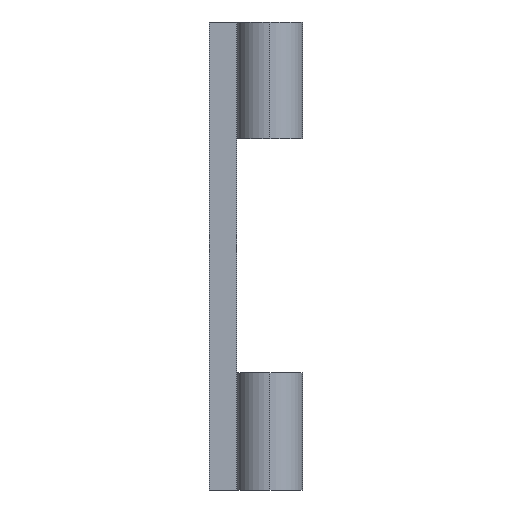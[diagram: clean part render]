
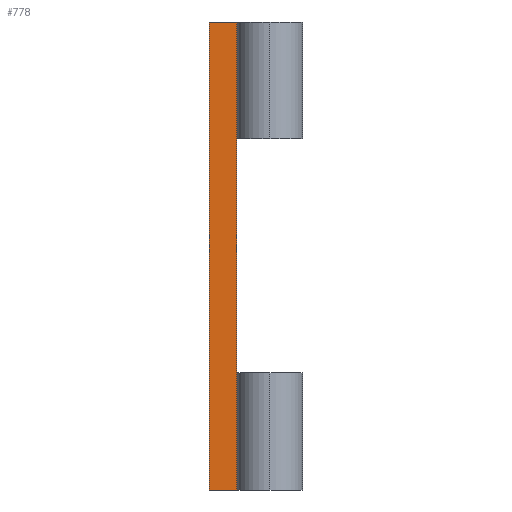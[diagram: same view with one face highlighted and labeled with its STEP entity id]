
A CAD part, left-side view. The second image highlights one B-rep face of the part: STEP entity #778.
In plain terms, the highlighted planar face has unit normal (-1, 0, 0).
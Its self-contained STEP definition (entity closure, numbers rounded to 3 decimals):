
#25 = DIRECTION ( 'NONE',  ( 0., 0., 1. ) ) ;
#49 = DIRECTION ( 'NONE',  ( 0., -1., 0. ) ) ;
#64 = EDGE_LOOP ( 'NONE', ( #1195, #1083, #1112, #868 ) ) ;
#124 = EDGE_CURVE ( 'NONE', #698, #263, #395, .T. ) ;
#131 = LINE ( 'NONE', #219, #1051 ) ;
#134 = CARTESIAN_POINT ( 'NONE',  ( -460., 19., -160. ) ) ;
#195 = EDGE_CURVE ( 'NONE', #622, #263, #131, .T. ) ;
#205 = CARTESIAN_POINT ( 'NONE',  ( -460., 19., -160. ) ) ;
#219 = CARTESIAN_POINT ( 'NONE',  ( -460., 19., 160. ) ) ;
#262 = CARTESIAN_POINT ( 'NONE',  ( -460., 0., -160. ) ) ;
#263 = VERTEX_POINT ( 'NONE', #383 ) ;
#271 = DIRECTION ( 'NONE',  ( 0., 0., 1. ) ) ;
#315 = VERTEX_POINT ( 'NONE', #205 ) ;
#343 = EDGE_CURVE ( 'NONE', #315, #698, #1152, .T. ) ;
#383 = CARTESIAN_POINT ( 'NONE',  ( -460., 0., 160. ) ) ;
#395 = LINE ( 'NONE', #502, #1081 ) ;
#502 = CARTESIAN_POINT ( 'NONE',  ( -460., 0., -160. ) ) ;
#513 = FACE_OUTER_BOUND ( 'NONE', #64, .T. ) ;
#601 = PLANE ( 'NONE',  #783 ) ;
#622 = VERTEX_POINT ( 'NONE', #951 ) ;
#624 = CARTESIAN_POINT ( 'NONE',  ( -460., 19., -160. ) ) ;
#685 = DIRECTION ( 'NONE',  ( 1., 0., 0. ) ) ;
#698 = VERTEX_POINT ( 'NONE', #262 ) ;
#776 = VECTOR ( 'NONE', #49, 1000. ) ;
#778 = ADVANCED_FACE ( 'NONE', ( #513 ), #601, .F. ) ;
#783 = AXIS2_PLACEMENT_3D ( 'NONE', #134, #685, #851 ) ;
#851 = DIRECTION ( 'NONE',  ( 0., 0., -1. ) ) ;
#866 = EDGE_CURVE ( 'NONE', #315, #622, #869, .T. ) ;
#868 = ORIENTED_EDGE ( 'NONE', *, *, #343, .T. ) ;
#869 = LINE ( 'NONE', #1196, #1156 ) ;
#950 = DIRECTION ( 'NONE',  ( 0., -1., 0. ) ) ;
#951 = CARTESIAN_POINT ( 'NONE',  ( -460., 19., 160. ) ) ;
#1051 = VECTOR ( 'NONE', #950, 1000. ) ;
#1081 = VECTOR ( 'NONE', #25, 1000. ) ;
#1083 = ORIENTED_EDGE ( 'NONE', *, *, #195, .F. ) ;
#1112 = ORIENTED_EDGE ( 'NONE', *, *, #866, .F. ) ;
#1152 = LINE ( 'NONE', #624, #776 ) ;
#1156 = VECTOR ( 'NONE', #271, 1000. ) ;
#1195 = ORIENTED_EDGE ( 'NONE', *, *, #124, .T. ) ;
#1196 = CARTESIAN_POINT ( 'NONE',  ( -460., 19., -160. ) ) ;
